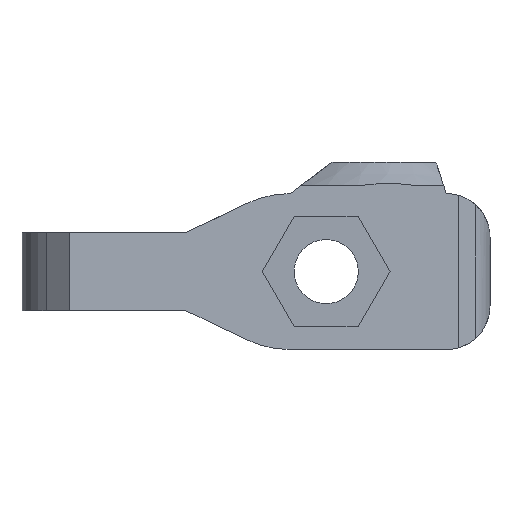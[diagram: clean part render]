
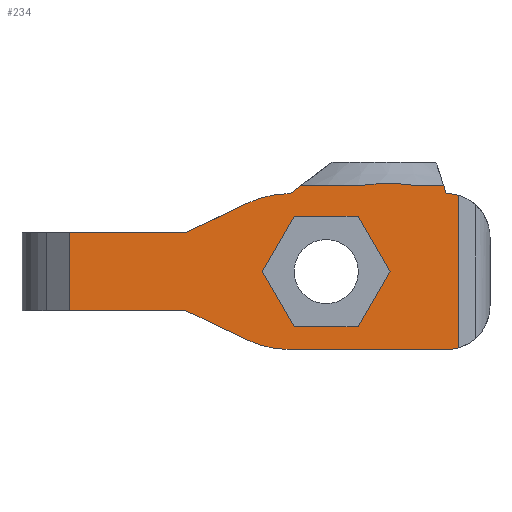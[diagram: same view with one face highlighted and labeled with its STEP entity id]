
A CAD part, left-side view. The second image highlights one B-rep face of the part: STEP entity #234.
In plain terms, the highlighted planar face has unit normal (-0.998, -0.07, 0).
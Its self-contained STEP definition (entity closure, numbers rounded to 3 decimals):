
#24 = VERTEX_POINT('',#25);
#25 = CARTESIAN_POINT('',(-6.374,-5.,-4.883));
#32 = EDGE_CURVE('',#24,#33,#35,.T.);
#33 = VERTEX_POINT('',#34);
#34 = CARTESIAN_POINT('',(-6.374,-5.,4.883));
#35 = LINE('',#36,#37);
#36 = CARTESIAN_POINT('',(-6.374,-5.,-7.));
#37 = VECTOR('',#38,1.);
#38 = DIRECTION('',(0.,0.,1.));
#110 = EDGE_CURVE('',#111,#24,#113,.T.);
#111 = VERTEX_POINT('',#112);
#112 = CARTESIAN_POINT('',(-6.43,-4.2,-5.));
#113 = ELLIPSE('',#114,2.807,2.8);
#114 = AXIS2_PLACEMENT_3D('',#115,#116,#117);
#115 = CARTESIAN_POINT('',(-6.43,-4.2,-2.2));
#116 = DIRECTION('',(-0.998,-0.07,0.));
#117 = DIRECTION('',(0.07,-0.998,0.));
#183 = VERTEX_POINT('',#184);
#184 = CARTESIAN_POINT('',(-6.43,-4.2,5.));
#190 = EDGE_CURVE('',#33,#183,#191,.T.);
#191 = ELLIPSE('',#192,2.807,2.8);
#192 = AXIS2_PLACEMENT_3D('',#193,#194,#195);
#193 = CARTESIAN_POINT('',(-6.43,-4.2,2.2));
#194 = DIRECTION('',(-0.998,-0.07,0.));
#195 = DIRECTION('',(0.07,-0.998,0.));
#234 = ADVANCED_FACE('',(#235,#345),#395,.T.);
#235 = FACE_BOUND('',#236,.T.);
#236 = EDGE_LOOP('',(#237,#245,#246,#247,#248,#256,#264,#273,#281,#289,
    #298,#306,#314,#322,#330,#338));
#237 = ORIENTED_EDGE('',*,*,#238,.T.);
#238 = EDGE_CURVE('',#239,#111,#241,.T.);
#239 = VERTEX_POINT('',#240);
#240 = CARTESIAN_POINT('',(-7.13,5.803,-5.));
#241 = LINE('',#242,#243);
#242 = CARTESIAN_POINT('',(-6.375,-4.998,-5.));
#243 = VECTOR('',#244,1.);
#244 = DIRECTION('',(0.07,-0.998,0.));
#245 = ORIENTED_EDGE('',*,*,#110,.T.);
#246 = ORIENTED_EDGE('',*,*,#32,.T.);
#247 = ORIENTED_EDGE('',*,*,#190,.T.);
#248 = ORIENTED_EDGE('',*,*,#249,.F.);
#249 = EDGE_CURVE('',#250,#183,#252,.T.);
#250 = VERTEX_POINT('',#251);
#251 = CARTESIAN_POINT('',(-6.442,-4.033,5.5));
#252 = LINE('',#253,#254);
#253 = CARTESIAN_POINT('',(-6.299,-6.079,-0.638
    ));
#254 = VECTOR('',#255,1.);
#255 = DIRECTION('',(0.022,-0.316,-0.948));
#256 = ORIENTED_EDGE('',*,*,#257,.T.);
#257 = EDGE_CURVE('',#250,#258,#260,.T.);
#258 = VERTEX_POINT('',#259);
#259 = CARTESIAN_POINT('',(-6.555,-2.419,5.5));
#260 = LINE('',#261,#262);
#261 = CARTESIAN_POINT('',(-6.533,-2.734,5.5));
#262 = VECTOR('',#263,1.);
#263 = DIRECTION('',(-0.07,0.998,0.));
#264 = ORIENTED_EDGE('',*,*,#265,.F.);
#265 = EDGE_CURVE('',#266,#258,#268,.T.);
#266 = VERTEX_POINT('',#267);
#267 = CARTESIAN_POINT('',(-6.828,1.483,5.5));
#268 = HYPERBOLA('',#269,3.59,6.708);
#269 = AXIS2_PLACEMENT_3D('',#270,#271,#272);
#270 = CARTESIAN_POINT('',(-6.691,-0.468,
    9.239));
#271 = DIRECTION('',(-0.998,-0.07,-0.));
#272 = DIRECTION('',(0.,0.,-1.));
#273 = ORIENTED_EDGE('',*,*,#274,.T.);
#274 = EDGE_CURVE('',#266,#275,#277,.T.);
#275 = VERTEX_POINT('',#276);
#276 = CARTESIAN_POINT('',(-7.083,5.136,5.5));
#277 = LINE('',#278,#279);
#278 = CARTESIAN_POINT('',(-6.533,-2.734,5.5));
#279 = VECTOR('',#280,1.);
#280 = DIRECTION('',(-0.07,0.998,0.));
#281 = ORIENTED_EDGE('',*,*,#282,.F.);
#282 = EDGE_CURVE('',#283,#275,#285,.T.);
#283 = VERTEX_POINT('',#284);
#284 = CARTESIAN_POINT('',(-7.13,5.803,5.));
#285 = LINE('',#286,#287);
#286 = CARTESIAN_POINT('',(-6.93,2.943,7.144)
  );
#287 = VECTOR('',#288,1.);
#288 = DIRECTION('',(0.056,-0.799,0.599)
  );
#289 = ORIENTED_EDGE('',*,*,#290,.T.);
#290 = EDGE_CURVE('',#283,#291,#293,.T.);
#291 = VERTEX_POINT('',#292);
#292 = CARTESIAN_POINT('',(-7.325,8.6,4.366
    ));
#293 = ELLIPSE('',#294,6.497,6.481);
#294 = AXIS2_PLACEMENT_3D('',#295,#296,#297);
#295 = CARTESIAN_POINT('',(-7.13,5.803,
    -1.481));
#296 = DIRECTION('',(-0.998,-0.07,0.));
#297 = DIRECTION('',(0.07,-0.998,0.));
#298 = ORIENTED_EDGE('',*,*,#299,.T.);
#299 = EDGE_CURVE('',#291,#300,#302,.T.);
#300 = VERTEX_POINT('',#301);
#301 = CARTESIAN_POINT('',(-7.598,12.5,2.5));
#302 = LINE('',#303,#304);
#303 = CARTESIAN_POINT('',(-7.116,5.612,5.795
    ));
#304 = VECTOR('',#305,1.);
#305 = DIRECTION('',(-0.063,0.9,-0.431)
  );
#306 = ORIENTED_EDGE('',*,*,#307,.T.);
#307 = EDGE_CURVE('',#300,#308,#310,.T.);
#308 = VERTEX_POINT('',#309);
#309 = CARTESIAN_POINT('',(-8.12,19.963,2.5));
#310 = LINE('',#311,#312);
#311 = CARTESIAN_POINT('',(-7.669,13.512,2.5));
#312 = VECTOR('',#313,1.);
#313 = DIRECTION('',(-0.07,0.998,0.));
#314 = ORIENTED_EDGE('',*,*,#315,.F.);
#315 = EDGE_CURVE('',#316,#308,#318,.T.);
#316 = VERTEX_POINT('',#317);
#317 = CARTESIAN_POINT('',(-8.12,19.963,-2.5));
#318 = LINE('',#319,#320);
#319 = CARTESIAN_POINT('',(-8.12,19.963,-7.));
#320 = VECTOR('',#321,1.);
#321 = DIRECTION('',(0.,0.,1.));
#322 = ORIENTED_EDGE('',*,*,#323,.T.);
#323 = EDGE_CURVE('',#316,#324,#326,.T.);
#324 = VERTEX_POINT('',#325);
#325 = CARTESIAN_POINT('',(-7.598,12.5,-2.5));
#326 = LINE('',#327,#328);
#327 = CARTESIAN_POINT('',(-6.956,3.312,-2.5));
#328 = VECTOR('',#329,1.);
#329 = DIRECTION('',(0.07,-0.998,0.));
#330 = ORIENTED_EDGE('',*,*,#331,.T.);
#331 = EDGE_CURVE('',#324,#332,#334,.T.);
#332 = VERTEX_POINT('',#333);
#333 = CARTESIAN_POINT('',(-7.325,8.6,
    -4.366));
#334 = LINE('',#335,#336);
#335 = CARTESIAN_POINT('',(-6.927,2.898,
    -7.093));
#336 = VECTOR('',#337,1.);
#337 = DIRECTION('',(0.063,-0.9,-0.431)
  );
#338 = ORIENTED_EDGE('',*,*,#339,.T.);
#339 = EDGE_CURVE('',#332,#239,#340,.T.);
#340 = ELLIPSE('',#341,6.497,6.481);
#341 = AXIS2_PLACEMENT_3D('',#342,#343,#344);
#342 = CARTESIAN_POINT('',(-7.13,5.803,1.481
    ));
#343 = DIRECTION('',(-0.998,-0.07,0.));
#344 = DIRECTION('',(0.07,-0.998,0.));
#345 = FACE_BOUND('',#346,.T.);
#346 = EDGE_LOOP('',(#347,#357,#365,#373,#381,#389));
#347 = ORIENTED_EDGE('',*,*,#348,.F.);
#348 = EDGE_CURVE('',#349,#351,#353,.T.);
#349 = VERTEX_POINT('',#350);
#350 = CARTESIAN_POINT('',(-6.825,1.45,3.55
    ));
#351 = VERTEX_POINT('',#352);
#352 = CARTESIAN_POINT('',(-7.112,5.55,3.55)
  );
#353 = LINE('',#354,#355);
#354 = CARTESIAN_POINT('',(-6.741,0.249,3.55
    ));
#355 = VECTOR('',#356,1.);
#356 = DIRECTION('',(-0.07,0.998,0.));
#357 = ORIENTED_EDGE('',*,*,#358,.F.);
#358 = EDGE_CURVE('',#359,#349,#361,.T.);
#359 = VERTEX_POINT('',#360);
#360 = CARTESIAN_POINT('',(-6.682,-0.599,0.));
#361 = LINE('',#362,#363);
#362 = CARTESIAN_POINT('',(-6.573,-2.156,
    -2.696));
#363 = VECTOR('',#364,1.);
#364 = DIRECTION('',(-0.035,0.5,0.865)
  );
#365 = ORIENTED_EDGE('',*,*,#366,.F.);
#366 = EDGE_CURVE('',#367,#359,#369,.T.);
#367 = VERTEX_POINT('',#368);
#368 = CARTESIAN_POINT('',(-6.825,1.45,
    -3.55));
#369 = LINE('',#370,#371);
#370 = CARTESIAN_POINT('',(-6.857,1.895,
    -4.32));
#371 = VECTOR('',#372,1.);
#372 = DIRECTION('',(0.035,-0.5,0.865)
  );
#373 = ORIENTED_EDGE('',*,*,#374,.F.);
#374 = EDGE_CURVE('',#375,#367,#377,.T.);
#375 = VERTEX_POINT('',#376);
#376 = CARTESIAN_POINT('',(-7.112,5.55,
    -3.55));
#377 = LINE('',#378,#379);
#378 = CARTESIAN_POINT('',(-6.884,2.289,
    -3.55));
#379 = VECTOR('',#380,1.);
#380 = DIRECTION('',(0.07,-0.998,0.));
#381 = ORIENTED_EDGE('',*,*,#382,.F.);
#382 = EDGE_CURVE('',#383,#375,#385,.T.);
#383 = VERTEX_POINT('',#384);
#384 = CARTESIAN_POINT('',(-7.255,7.599,0.));
#385 = LINE('',#386,#387);
#386 = CARTESIAN_POINT('',(-7.074,5.009,
    -4.486));
#387 = VECTOR('',#388,1.);
#388 = DIRECTION('',(0.035,-0.5,-0.865)
  );
#389 = ORIENTED_EDGE('',*,*,#390,.F.);
#390 = EDGE_CURVE('',#351,#383,#391,.T.);
#391 = LINE('',#392,#393);
#392 = CARTESIAN_POINT('',(-7.214,7.013,1.016
    ));
#393 = VECTOR('',#394,1.);
#394 = DIRECTION('',(-0.035,0.5,-0.865)
  );
#395 = PLANE('',#396);
#396 = AXIS2_PLACEMENT_3D('',#397,#398,#399);
#397 = CARTESIAN_POINT('',(-6.374,-5.,-7.));
#398 = DIRECTION('',(-0.998,-0.07,0.));
#399 = DIRECTION('',(-0.07,0.998,0.));
